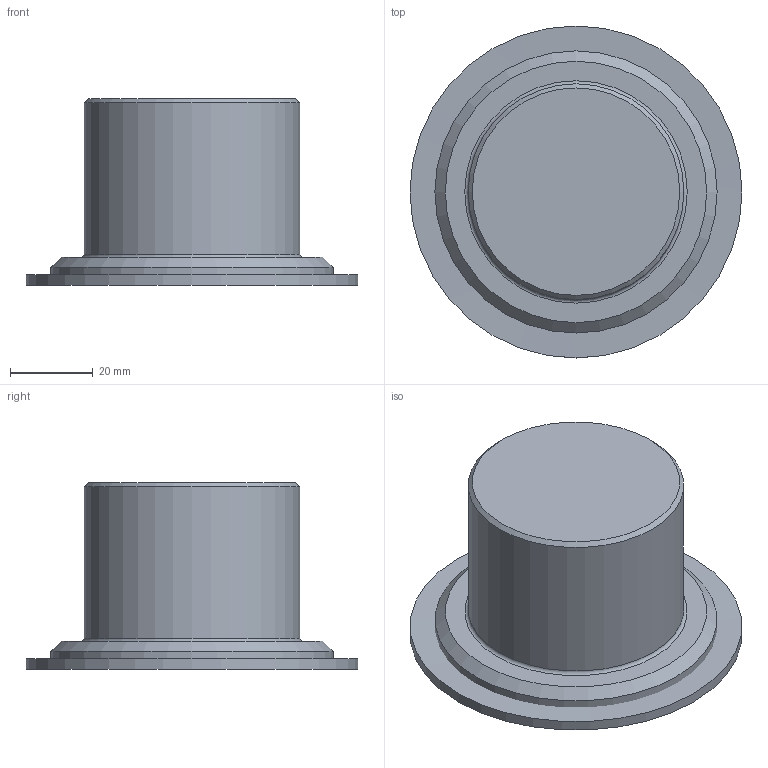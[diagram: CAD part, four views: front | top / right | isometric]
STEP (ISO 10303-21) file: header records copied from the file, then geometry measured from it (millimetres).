
FILE_DESCRIPTION(/* description */ ('3-D model version:1'),/* implementation_level */ '2;1');
FILE_NAME(/* name */ '161-080Q27-3',/* time_stamp */ '2014-04-10T15:49:32+02:00',/* author */ ('InteractiveCad'),/* organization */ ('AB Sandvik Coromant'),/* preprocessor_version */ 'ST-DEVELOPER v11',/* originating_system */ 'SIEMENS UGS NX 6.0',/* authorisation */ '');
FILE_SCHEMA (('AP203_CONFIGURATION_CONTROLLED_3D_DESIGN_OF_MECHANICAL_PARTS_AND_ASSEMBLIES_MIM_LF'));
Length unit declared in the file: millimetre
Products named in the file (1): 161_080Q27_3_SIM
Bounding box: 80 x 80 x 45 mm (x, y, z)
Volume: 113313.8 mm3; surface area: 23769.9 mm2
Topology: 2 solids, 2 shells, 13 faces, 23 edges, 13 vertices
Faces by surface type: cylinder 4, cone 4, plane 3, torus 2
Full cylindrical faces by diameter (mm): 30.6 x1, 52 x1, 68 x1, 80 x1
Entity records: 360 total; most frequent: DIRECTION 52, CARTESIAN_POINT 38, AXIS2_PLACEMENT_3D 26, EDGE_LOOP 24, ORIENTED_EDGE 24, FACE_BOUND 22, ADVANCED_FACE 13, VERTEX_POINT 12
